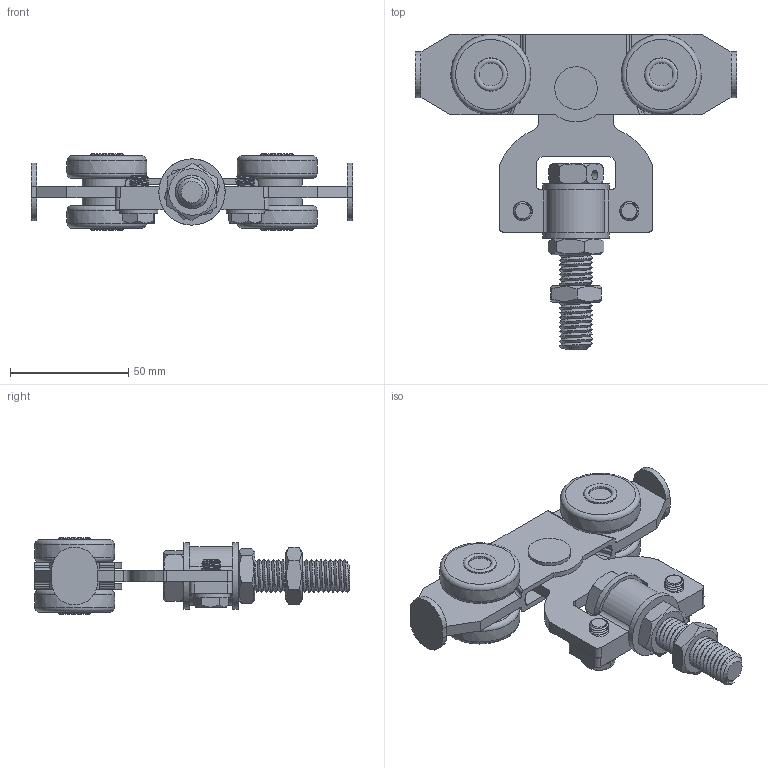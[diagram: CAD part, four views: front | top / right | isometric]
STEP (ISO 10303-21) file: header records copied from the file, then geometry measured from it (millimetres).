
FILE_DESCRIPTION((''),'2;1');
FILE_NAME('9245.stp','2012-01-04T14:18:09',('Marc'),(''),'Autodesk Inventor 2011','Autodesk Inventor 2011','');
FILE_SCHEMA(('AUTOMOTIVE_DESIGN { 1 0 10303 214 1 1 1 1 }'));
Length unit declared in the file: millimetre
Products named in the file (1): Pièce10
Bounding box: 136 x 133.19 x 32.5 mm (x, y, z)
Volume: 105045.3 mm3; surface area: 49478 mm2
Topology: 2 solids, 5 shells, 415 faces, 1029 edges, 659 vertices
Faces by surface type: plane 205, cylinder 119, bspline 44, cone 33, torus 14
Full cylindrical faces by diameter (mm): 4 x1, 8.4 x2, 9 x2, 9.8 x4, 11.8 x4, 12.1 x4, 14.2 x2, 15.8 x1, 16 x2, 16.2 x3, 18 x1, 21 x4, 28 x2
Entity records: 19480 total; most frequent: CARTESIAN_POINT 9824, ORIENTED_EDGE 1876, DIRECTION 1797, EDGE_CURVE 938, AXIS2_PLACEMENT_3D 663, VERTEX_POINT 640, EDGE_LOOP 544, VECTOR 471
